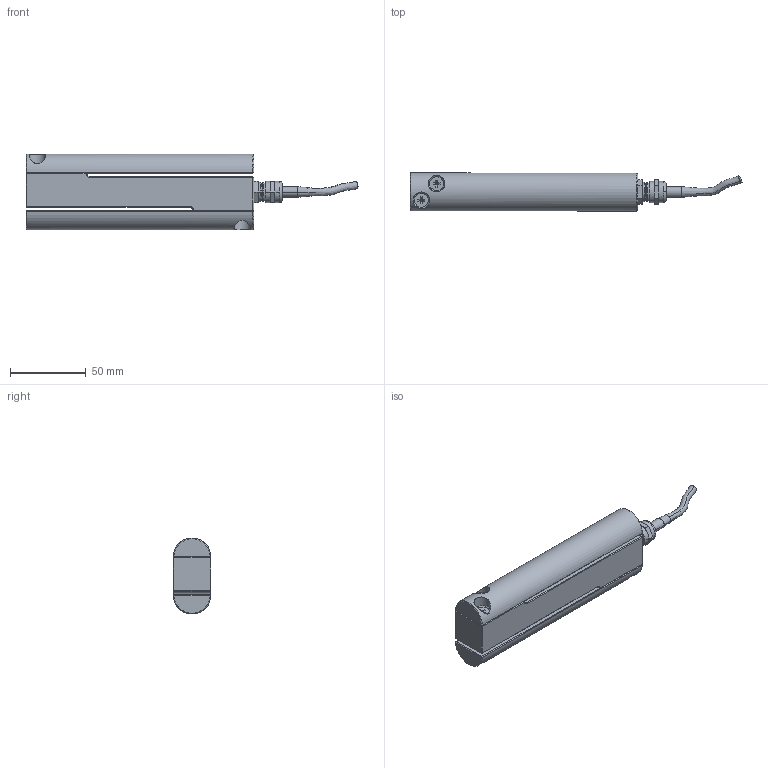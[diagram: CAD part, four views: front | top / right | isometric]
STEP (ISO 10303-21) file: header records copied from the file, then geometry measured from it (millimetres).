
FILE_DESCRIPTION( ( 'Unknown' ), '1' );
FILE_NAME( 'K2565-1500N.stp', 'Unknown', ( 'Unknown' ), ( 'Unknown' ), 'PSStep 17.0.49', 'Unknown', ' ' );
FILE_SCHEMA( ( 'AUTOMOTIVE_DESIGN { 1 0 10303 214 1 1 1 1 }' ) );
Length unit declared in the file: millimetre
Products named in the file (6): Assem1; 2565-001_doc-00022947; 2565-002_doc-00022952; m12x1,5_doc-00010622; kabeldurchmesser 5_doc-00005154; senkschraube din 965-m5x10-h
Assembly tree (9 placements, depth 2):
  Assem1
    2565-001_doc-00022947
    2565-002_doc-00022952  x2
    m12x1,5_doc-00010622
    kabeldurchmesser 5_doc-00005154
    senkschraube din 965-m5x10-h  x4
Bounding box: 218.75 x 25 x 50 mm (x, y, z)
Volume: 154930.9 mm3; surface area: 40502.1 mm2
Topology: 9 solids, 9 shells, 259 faces, 609 edges, 377 vertices
Faces by surface type: plane 145, cylinder 62, cone 44, torus 6, bspline 2
Full cylindrical faces by diameter (mm): 4.019 x4, 4.2 x4, 5 x4, 5.3 x4, 9.2 x4, 11 x4
Entity records: 7446 total; most frequent: CARTESIAN_POINT 2933, ORIENTED_EDGE 680, DIRECTION 572, EDGE_CURVE 340, AXIS2_PLACEMENT_3D 221, VERTEX_POINT 216, EDGE_LOOP 204, FACE_OUTER_BOUND 180
